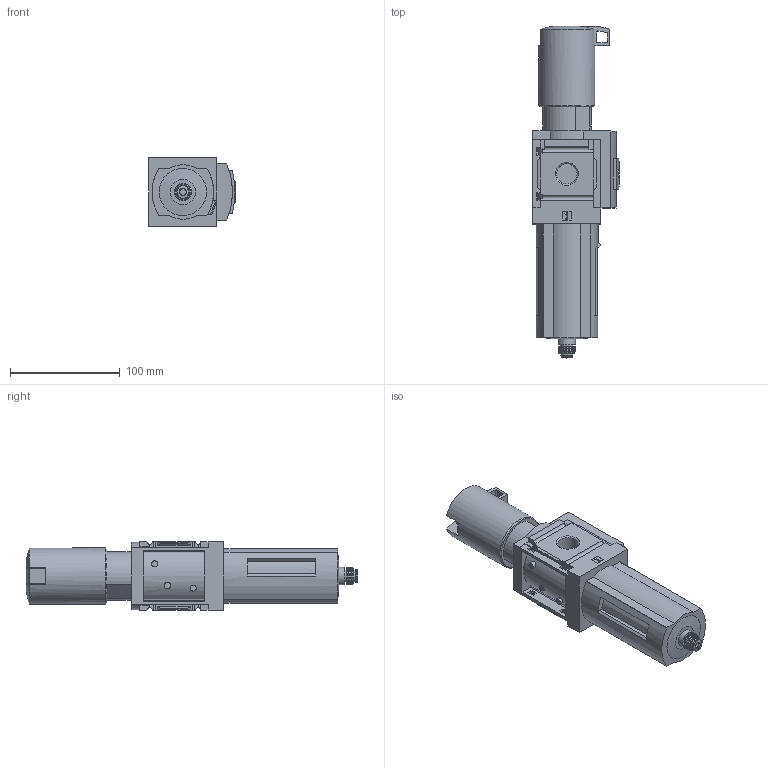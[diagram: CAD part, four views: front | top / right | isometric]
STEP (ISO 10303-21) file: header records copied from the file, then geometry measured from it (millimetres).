
FILE_DESCRIPTION(/* description */ ('STEP AP214'),/* implementation_level */ '2;1');
FILE_NAME(/* name */ '579069_MS6-LFR-1_2-D6-C-R-V-A4-AS',/* time_stamp */ '2024-09-10T17:45:35+02:00',/* author */ ('License CC BY-ND 4.0'),/* organization */ ('CADENAS'),/* preprocessor_version */ 'ST-DEVELOPER v19.3',/* originating_system */ 'PARTsolutions',/* authorisation */ ' ');
FILE_SCHEMA (('AUTOMOTIVE_DESIGN {1 0 10303 214 3 1 1}'));
Length unit declared in the file: millimetre
Products named in the file (3): 579069 MS6-LFR-1/2-D6-C-R-V-A4-AS; 526490 MS6-LFR-1/2-D6-CRV-A4-AS0D; KOND MS6-1-3
Assembly tree (2 placements, depth 2):
  579069 MS6-LFR-1/2-D6-C-R-V-A4-AS
    526490 MS6-LFR-1/2-D6-CRV-A4-AS0D
    KOND MS6-1-3
Bounding box: 78.6 x 301.86 x 62 mm (x, y, z)
Volume: 746367.4 mm3; surface area: 78791.8 mm2
Topology: 2 solids, 2 shells, 299 faces, 783 edges, 512 vertices
Faces by surface type: plane 199, cylinder 64, torus 23, cone 12, sphere 1
Full cylindrical faces by diameter (mm): 5.5 x2, 6 x1, 11 x1, 11.4 x1, 11.445 x1, 11.6 x1, 11.8 x1, 15.8 x1, 18.631 x2, 20 x1, 51 x1
Entity records: 11164 total; most frequent: CARTESIAN_POINT 1690, DIRECTION 1495, ORIENTED_EDGE 1480, EDGE_CURVE 740, LINE 527, VECTOR 527, VERTEX_POINT 508, AXIS2_PLACEMENT_3D 484
